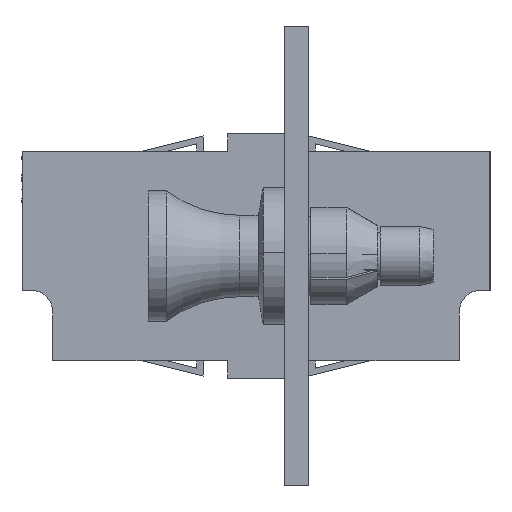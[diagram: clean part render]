
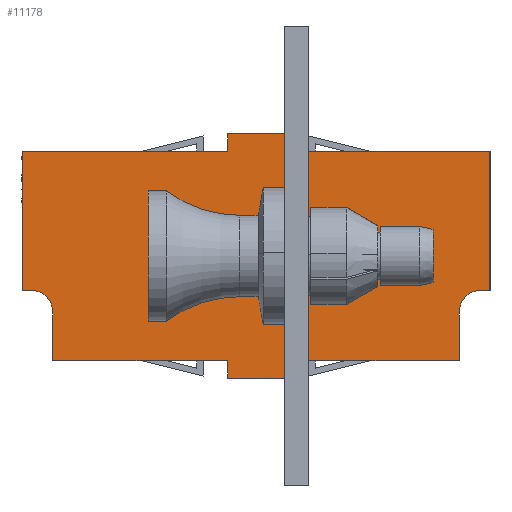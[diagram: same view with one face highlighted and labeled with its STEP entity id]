
A CAD part, left-side view. The second image highlights one B-rep face of the part: STEP entity #11178.
In plain terms, the highlighted face is planar.
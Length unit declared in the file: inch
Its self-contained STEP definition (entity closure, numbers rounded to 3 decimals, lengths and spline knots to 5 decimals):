
#88 = LINE ( 'NONE', #1066, #12626 ) ;
#176 = ORIENTED_EDGE ( 'NONE', *, *, #1752, .T. ) ;
#285 = LINE ( 'NONE', #7136, #7755 ) ;
#364 = DIRECTION ( 'NONE',  ( 1., 0., 0. ) ) ;
#414 = CARTESIAN_POINT ( 'NONE',  ( 0.2575, 0.5, -0.2575 ) ) ;
#461 = ORIENTED_EDGE ( 'NONE', *, *, #11337, .T. ) ;
#499 = ORIENTED_EDGE ( 'NONE', *, *, #10564, .F. ) ;
#520 = DIRECTION ( 'NONE',  ( -1., 0., 0. ) ) ;
#550 = DIRECTION ( 'NONE',  ( 0., -1., 0. ) ) ;
#923 = VECTOR ( 'NONE', #520, 39.37008 ) ;
#971 = VERTEX_POINT ( 'NONE', #986 ) ;
#986 = CARTESIAN_POINT ( 'NONE',  ( -0.2575, -0.575, -0.2575 ) ) ;
#1006 = VECTOR ( 'NONE', #8217, 39.37008 ) ;
#1053 = EDGE_CURVE ( 'NONE', #2143, #2002, #11909, .T. ) ;
#1066 = CARTESIAN_POINT ( 'NONE',  ( 0.2575, 0.575, -0.2575 ) ) ;
#1113 = DIRECTION ( 'NONE',  ( 0., 1., 0. ) ) ;
#1212 = VECTOR ( 'NONE', #8407, 39.37008 ) ;
#1215 = VERTEX_POINT ( 'NONE', #5036 ) ;
#1217 = CARTESIAN_POINT ( 'NONE',  ( 0.135, 0.55, -0.2575 ) ) ;
#1242 = AXIS2_PLACEMENT_3D ( 'NONE', #1217, #8318, #9308 ) ;
#1434 = VECTOR ( 'NONE', #550, 39.37008 ) ;
#1563 = LINE ( 'NONE', #5883, #5045 ) ;
#1578 = VECTOR ( 'NONE', #364, 39.37008 ) ;
#1695 = VECTOR ( 'NONE', #4889, 39.37008 ) ;
#1700 = VERTEX_POINT ( 'NONE', #4766 ) ;
#1752 = EDGE_CURVE ( 'NONE', #1700, #7550, #3111, .T. ) ;
#1775 = VERTEX_POINT ( 'NONE', #6168 ) ;
#1791 = ORIENTED_EDGE ( 'NONE', *, *, #1053, .T. ) ;
#2002 = VERTEX_POINT ( 'NONE', #2368 ) ;
#2015 = AXIS2_PLACEMENT_3D ( 'NONE', #8426, #10359, #11377 ) ;
#2071 = DIRECTION ( 'NONE',  ( 0., -1., 0. ) ) ;
#2080 = DIRECTION ( 'NONE',  ( 0., 1., 0. ) ) ;
#2143 = VERTEX_POINT ( 'NONE', #9760 ) ;
#2364 = LINE ( 'NONE', #5608, #12852 ) ;
#2368 = CARTESIAN_POINT ( 'NONE',  ( 0.085, -0.55, -0.2575 ) ) ;
#2371 = CARTESIAN_POINT ( 'NONE',  ( 0.085, 0.575, -0.2575 ) ) ;
#2545 = VECTOR ( 'NONE', #12774, 39.37008 ) ;
#2594 = VERTEX_POINT ( 'NONE', #7787 ) ;
#2778 = EDGE_CURVE ( 'NONE', #2143, #2594, #9895, .T. ) ;
#2879 = CARTESIAN_POINT ( 'NONE',  ( 0.085, 0.55, -0.2575 ) ) ;
#2939 = ORIENTED_EDGE ( 'NONE', *, *, #2778, .F. ) ;
#2978 = ORIENTED_EDGE ( 'NONE', *, *, #4641, .F. ) ;
#3111 = LINE ( 'NONE', #6220, #1212 ) ;
#3149 = VECTOR ( 'NONE', #5786, 39.37008 ) ;
#3210 = ORIENTED_EDGE ( 'NONE', *, *, #11843, .T. ) ;
#3241 = ORIENTED_EDGE ( 'NONE', *, *, #6066, .F. ) ;
#3392 = CARTESIAN_POINT ( 'NONE',  ( -0.3, -0.07, -0.2575 ) ) ;
#3526 = VECTOR ( 'NONE', #1113, 39.37008 ) ;
#3704 = CARTESIAN_POINT ( 'NONE',  ( 0.085, -0.5, -0.2575 ) ) ;
#3721 = VECTOR ( 'NONE', #6446, 39.37008 ) ;
#3754 = CARTESIAN_POINT ( 'NONE',  ( 0.3, 0.07, -0.2575 ) ) ;
#3873 = LINE ( 'NONE', #12672, #3721 ) ;
#3903 = LINE ( 'NONE', #9849, #1695 ) ;
#3912 = CARTESIAN_POINT ( 'NONE',  ( -0.3, 0.07, -0.2575 ) ) ;
#4147 = VERTEX_POINT ( 'NONE', #6160 ) ;
#4187 = EDGE_CURVE ( 'NONE', #1775, #10064, #11939, .T. ) ;
#4324 = VERTEX_POINT ( 'NONE', #8665 ) ;
#4410 = DIRECTION ( 'NONE',  ( -1., 0., 0. ) ) ;
#4641 = EDGE_CURVE ( 'Edge2', #2594, #7550, #10166, .T. ) ;
#4766 = CARTESIAN_POINT ( 'NONE',  ( 0.3, -0.07, -0.2575 ) ) ;
#4889 = DIRECTION ( 'NONE',  ( 0., -1., 0. ) ) ;
#4963 = ORIENTED_EDGE ( 'NONE', *, *, #7374, .F. ) ;
#5036 = CARTESIAN_POINT ( 'NONE',  ( 0.135, 0.5, -0.2575 ) ) ;
#5045 = VECTOR ( 'NONE', #2080, 39.37008 ) ;
#5054 = CARTESIAN_POINT ( 'NONE',  ( 0.2575, -0.07, -0.2575 ) ) ;
#5368 = CARTESIAN_POINT ( 'NONE',  ( -0.2575, 0.575, -0.2575 ) ) ;
#5490 = VERTEX_POINT ( 'NONE', #2371 ) ;
#5509 = DIRECTION ( 'NONE',  ( 0., 1., 0. ) ) ;
#5559 = VECTOR ( 'NONE', #4410, 39.37008 ) ;
#5608 = CARTESIAN_POINT ( 'NONE',  ( 0.085, 0.5, -0.2575 ) ) ;
#5786 = DIRECTION ( 'NONE',  ( 1., 0., 0. ) ) ;
#5883 = CARTESIAN_POINT ( 'NONE',  ( -0.2575, -0.575, -0.2575 ) ) ;
#5971 = CIRCLE ( 'NONE', #1242, 0.05 ) ;
#6066 = EDGE_CURVE ( 'NONE', #8549, #5490, #2364, .T. ) ;
#6160 = CARTESIAN_POINT ( 'NONE',  ( -0.2575, 0.07, -0.2575 ) ) ;
#6168 = CARTESIAN_POINT ( 'NONE',  ( 0.3, 0.07, -0.2575 ) ) ;
#6186 = CARTESIAN_POINT ( 'NONE',  ( -0.3, 0.07, -0.2575 ) ) ;
#6220 = CARTESIAN_POINT ( 'NONE',  ( -0.3, -0.07, -0.2575 ) ) ;
#6316 = EDGE_CURVE ( 'Edge62', #9399, #5490, #10593, .T. ) ;
#6320 = DIRECTION ( 'NONE',  ( 1., 0., 0. ) ) ;
#6440 = ORIENTED_EDGE ( 'NONE', *, *, #8897, .F. ) ;
#6446 = DIRECTION ( 'NONE',  ( 0., -1., 0. ) ) ;
#6488 = VERTEX_POINT ( 'NONE', #414 ) ;
#6871 = ORIENTED_EDGE ( 'NONE', *, *, #8715, .T. ) ;
#6990 = VERTEX_POINT ( 'NONE', #3912 ) ;
#7104 = EDGE_CURVE ( 'Edge59', #8549, #1215, #5971, .T. ) ;
#7136 = CARTESIAN_POINT ( 'NONE',  ( 0.2575, -0.575, -0.2575 ) ) ;
#7374 = EDGE_CURVE ( 'NONE', #6990, #8166, #3903, .T. ) ;
#7478 = ORIENTED_EDGE ( 'NONE', *, *, #12191, .T. ) ;
#7550 = VERTEX_POINT ( 'NONE', #5054 ) ;
#7568 = CARTESIAN_POINT ( 'NONE',  ( 0.085, -0.575, -0.2575 ) ) ;
#7667 = ORIENTED_EDGE ( 'NONE', *, *, #12617, .T. ) ;
#7732 = ORIENTED_EDGE ( 'NONE', *, *, #7104, .T. ) ;
#7755 = VECTOR ( 'NONE', #11196, 39.37008 ) ;
#7762 = CARTESIAN_POINT ( 'NONE',  ( -0.3, -0.07, -0.2575 ) ) ;
#7787 = CARTESIAN_POINT ( 'NONE',  ( 0.2575, -0.5, -0.2575 ) ) ;
#7820 = DIRECTION ( 'NONE',  ( 1., 0., 0. ) ) ;
#7933 = ORIENTED_EDGE ( 'NONE', *, *, #6316, .T. ) ;
#8125 = CARTESIAN_POINT ( 'NONE',  ( 0.2575, -0.575, -0.2575 ) ) ;
#8166 = VERTEX_POINT ( 'NONE', #3392 ) ;
#8217 = DIRECTION ( 'NONE',  ( -1., 0., 0. ) ) ;
#8318 = DIRECTION ( 'NONE',  ( 0., 0., 1. ) ) ;
#8398 = CARTESIAN_POINT ( 'NONE',  ( 0.085, 0.5, -0.2575 ) ) ;
#8407 = DIRECTION ( 'NONE',  ( -1., 0., 0. ) ) ;
#8426 = CARTESIAN_POINT ( 'NONE',  ( 0.135, -0.55, -0.2575 ) ) ;
#8549 = VERTEX_POINT ( 'NONE', #2879 ) ;
#8592 = FACE_OUTER_BOUND ( 'NONE', #11707, .T. ) ;
#8665 = CARTESIAN_POINT ( 'NONE',  ( -0.2575, -0.07, -0.2575 ) ) ;
#8715 = EDGE_CURVE ( 'NONE', #6488, #10064, #88, .T. ) ;
#8897 = EDGE_CURVE ( 'Edge75', #9399, #4147, #3873, .T. ) ;
#9270 = CARTESIAN_POINT ( 'NONE',  ( -0.3, 0.07, -0.2575 ) ) ;
#9308 = DIRECTION ( 'NONE',  ( 1., 0., 0. ) ) ;
#9399 = VERTEX_POINT ( 'NONE', #5368 ) ;
#9495 = ORIENTED_EDGE ( 'NONE', *, *, #4187, .F. ) ;
#9556 = VERTEX_POINT ( 'NONE', #7568 ) ;
#9644 = LINE ( 'NONE', #8398, #1578 ) ;
#9698 = ORIENTED_EDGE ( 'NONE', *, *, #12612, .F. ) ;
#9760 = CARTESIAN_POINT ( 'NONE',  ( 0.135, -0.5, -0.2575 ) ) ;
#9783 = CARTESIAN_POINT ( 'NONE',  ( 0.2575, 0.575, -0.2575 ) ) ;
#9849 = CARTESIAN_POINT ( 'NONE',  ( -0.3, 0.07, -0.2575 ) ) ;
#9895 = LINE ( 'NONE', #10721, #12603 ) ;
#10064 = VERTEX_POINT ( 'NONE', #11556 ) ;
#10166 = LINE ( 'NONE', #8125, #3526 ) ;
#10223 = PLANE ( 'NONE',  #13083 ) ;
#10359 = DIRECTION ( 'NONE',  ( 0., 0., 1. ) ) ;
#10453 = ORIENTED_EDGE ( 'NONE', *, *, #12914, .T. ) ;
#10454 = LINE ( 'NONE', #3754, #2545 ) ;
#10477 = CARTESIAN_POINT ( 'NONE',  ( -0.3, 0.07, -0.2575 ) ) ;
#10564 = EDGE_CURVE ( 'NONE', #4147, #6990, #13047, .T. ) ;
#10593 = LINE ( 'NONE', #9783, #3149 ) ;
#10721 = CARTESIAN_POINT ( 'NONE',  ( 0.085, -0.5, -0.2575 ) ) ;
#10733 = LINE ( 'NONE', #7762, #923 ) ;
#11178 = ADVANCED_FACE ( 'Face3', ( #8592 ), #10223, .F. ) ;
#11196 = DIRECTION ( 'NONE',  ( 1., 0., 0. ) ) ;
#11337 = EDGE_CURVE ( 'NONE', #1775, #1700, #10454, .T. ) ;
#11377 = DIRECTION ( 'NONE',  ( 1., 0., 0. ) ) ;
#11407 = LINE ( 'NONE', #3704, #1434 ) ;
#11556 = CARTESIAN_POINT ( 'NONE',  ( 0.2575, 0.07, -0.2575 ) ) ;
#11707 = EDGE_LOOP ( 'NONE', ( #3241, #7732, #7478, #6871, #9495, #461, #176, #2978, #2939, #1791, #3210, #9698, #7667, #10453, #4963, #499, #6440, #7933 ) ) ;
#11843 = EDGE_CURVE ( 'NONE', #2002, #9556, #11407, .T. ) ;
#11909 = CIRCLE ( 'NONE', #2015, 0.05 ) ;
#11939 = LINE ( 'NONE', #9270, #1006 ) ;
#12191 = EDGE_CURVE ( 'NONE', #1215, #6488, #9644, .T. ) ;
#12416 = DIRECTION ( 'NONE',  ( 0., 0., 1. ) ) ;
#12603 = VECTOR ( 'NONE', #7820, 39.37008 ) ;
#12612 = EDGE_CURVE ( 'NONE', #971, #9556, #285, .T. ) ;
#12617 = EDGE_CURVE ( 'NONE', #971, #4324, #1563, .T. ) ;
#12626 = VECTOR ( 'NONE', #2071, 39.37008 ) ;
#12672 = CARTESIAN_POINT ( 'NONE',  ( -0.2575, 0.575, -0.2575 ) ) ;
#12774 = DIRECTION ( 'NONE',  ( 0., -1., 0. ) ) ;
#12852 = VECTOR ( 'NONE', #5509, 39.37008 ) ;
#12914 = EDGE_CURVE ( 'Edge21', #4324, #8166, #10733, .T. ) ;
#13047 = LINE ( 'NONE', #10477, #5559 ) ;
#13083 = AXIS2_PLACEMENT_3D ( 'NONE', #6186, #12416, #6320 ) ;
